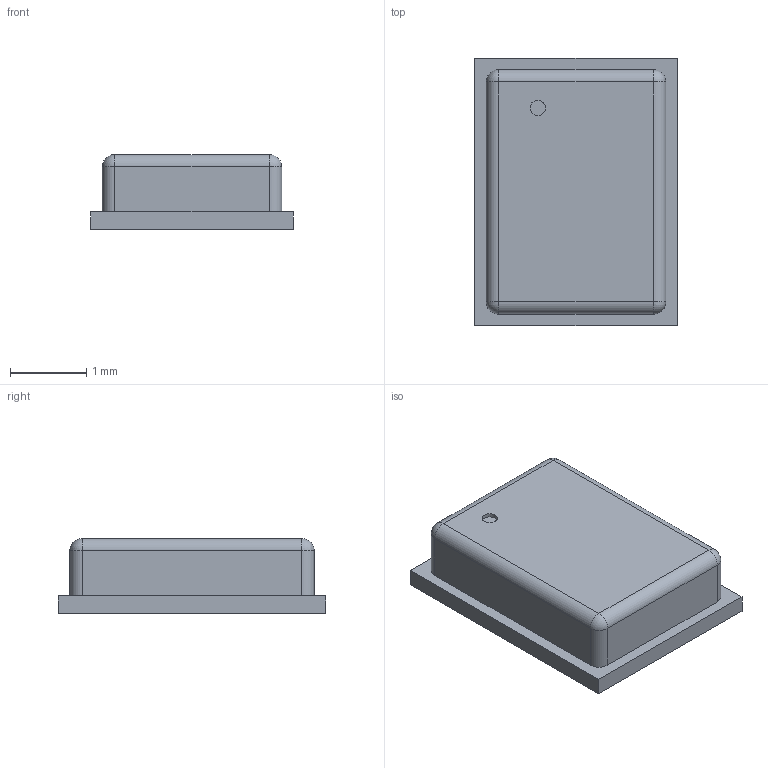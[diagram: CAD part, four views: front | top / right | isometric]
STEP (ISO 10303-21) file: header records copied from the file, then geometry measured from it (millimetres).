
FILE_DESCRIPTION(('FreeCAD Model'),'2;1');
FILE_NAME('Open CASCADE Shape Model','2023-04-10T13:11:35',( 'kicad StepUp'),('ksu MCAD'),'Open CASCADE STEP processor 7.6', 'FreeCAD','Unknown');
FILE_SCHEMA(('AUTOMOTIVE_DESIGN { 1 0 10303 214 1 1 1 1 }'));
Length unit declared in the file: millimetre
Products named in the file (1): InvenSense_ICS-43434-6_3.5x2.65mm
Bounding box: 2.65 x 3.5 x 0.98 mm (x, y, z)
Volume: 7.7 mm3; surface area: 43.8 mm2
Topology: 2 solids, 2 shells, 27 faces, 58 edges, 32 vertices
Faces by surface type: plane 13, cylinder 10, sphere 4
Full cylindrical faces by diameter (mm): 0.2 x1, 0.325 x1
Entity records: 917 total; most frequent: DIRECTION 130, CARTESIAN_POINT 114, ORIENTED_EDGE 108, EDGE_CURVE 54, AXIS2_PLACEMENT_3D 48, LINE 34, VECTOR 34, VERTEX_POINT 32
